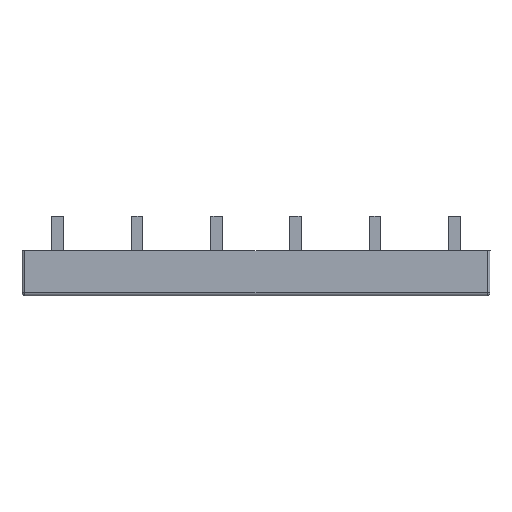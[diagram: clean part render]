
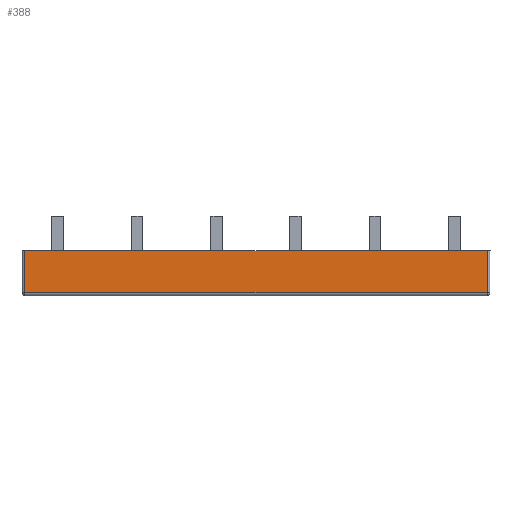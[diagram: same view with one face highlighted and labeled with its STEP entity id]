
A CAD part, top view. The second image highlights one B-rep face of the part: STEP entity #388.
In plain terms, the highlighted planar face has unit normal (0, 0, 1).
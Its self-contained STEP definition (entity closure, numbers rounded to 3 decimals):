
#388=ADVANCED_FACE('',(#655),#656,.F.);
#655=FACE_OUTER_BOUND('',#874,.T.);
#656=PLANE('',#875);
#874=EDGE_LOOP('',(#1401,#1402,#1403,#1404));
#875=AXIS2_PLACEMENT_3D('',#1405,#1406,#1407);
#1401=ORIENTED_EDGE('',*,*,#1623,.T.);
#1402=ORIENTED_EDGE('',*,*,#1658,.F.);
#1403=ORIENTED_EDGE('',*,*,#1660,.T.);
#1404=ORIENTED_EDGE('',*,*,#1653,.T.);
#1405=CARTESIAN_POINT('',(79.0,7.6,3.8));
#1406=DIRECTION('',(0.0,0.0,-1.0));
#1407=DIRECTION('',(1.0,0.0,0.0));
#1623=EDGE_CURVE('',#1918,#1916,#1919,.T.);
#1653=EDGE_CURVE('',#1958,#1918,#1959,.T.);
#1658=EDGE_CURVE('',#1964,#1916,#1966,.T.);
#1660=EDGE_CURVE('',#1964,#1958,#1968,.T.);
#1916=VERTEX_POINT('',#2311);
#1918=VERTEX_POINT('',#2313);
#1919=LINE('',#2314,#2315);
#1958=VERTEX_POINT('',#2365);
#1959=LINE('',#2366,#2367);
#1964=VERTEX_POINT('',#2373);
#1966=LINE('',#2375,#2376);
#1968=LINE('',#2378,#2379);
#2311=CARTESIAN_POINT('',(157.0,1.0,3.8));
#2313=CARTESIAN_POINT('',(1.0,1.0,3.8));
#2314=CARTESIAN_POINT('',(39.5,1.,3.8));
#2315=VECTOR('',#2560,1.0);
#2365=CARTESIAN_POINT('',(1.,15.2,3.8));
#2366=CARTESIAN_POINT('',(1.,7.6,3.8));
#2367=VECTOR('',#2599,1.0);
#2373=CARTESIAN_POINT('',(157.0,15.2,3.8));
#2375=CARTESIAN_POINT('',(157.,7.6,3.8));
#2376=VECTOR('',#2607,1.0);
#2378=CARTESIAN_POINT('',(79.0,15.2,3.8));
#2379=VECTOR('',#2608,1.0);
#2560=DIRECTION('',(1.0,-0.0,0.0));
#2599=DIRECTION('',(0.0,-1.0,0.0));
#2607=DIRECTION('',(0.0,-1.0,0.0));
#2608=DIRECTION('',(-1.0,0.0,0.0));
